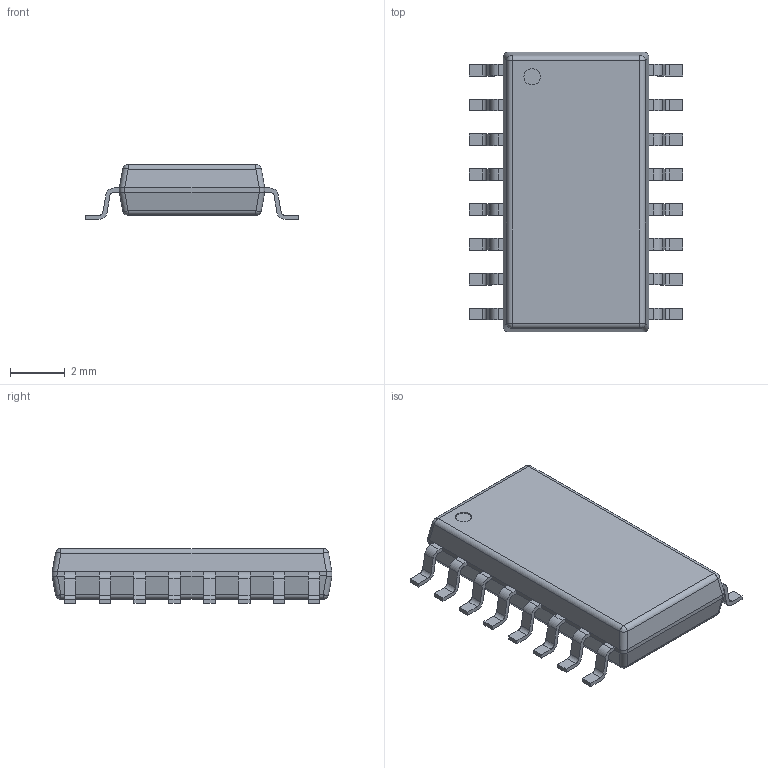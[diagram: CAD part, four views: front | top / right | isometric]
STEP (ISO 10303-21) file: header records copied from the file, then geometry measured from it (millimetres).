
FILE_DESCRIPTION((''),'2;1');
FILE_NAME('NS0016A_ASM','2017-12-20T14:58:26',('a0412086'),(''),'CREO PARAMETRIC BY PTC INC, 2017260','CREO PARAMETRIC BY PTC INC, 2017260','');
FILE_SCHEMA(('AUTOMOTIVE_DESIGN { 1 0 10303 214 1 1 1 1 }'));
Length unit declared in the file: millimetre
Products named in the file (3): BODY-SO; LEAD-SO; NS0016A_ASM
Assembly tree (17 placements, depth 2):
  NS0016A_ASM
    BODY-SO
    LEAD-SO  x16
Bounding box: 7.8 x 10.2 x 2 mm (x, y, z)
Volume: 97.7 mm3; surface area: 190.6 mm2
Topology: 17 solids, 17 shells, 277 faces, 686 edges, 444 vertices
Faces by surface type: plane 183, cylinder 86, sphere 8
Entity records: 3064 total; most frequent: CARTESIAN_POINT 758, DIRECTION 363, ORIENTED_EDGE 292, PRESENTATION_STYLE_ASSIGNMENT 149, STYLED_ITEM 149, CURVE_STYLE 146, EDGE_CURVE 146, AXIS2_PLACEMENT_3D 138
